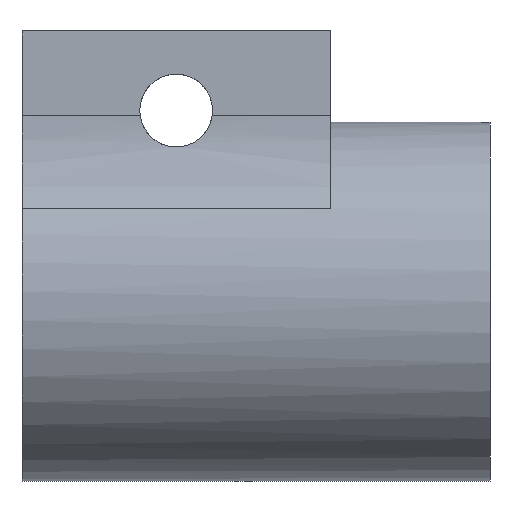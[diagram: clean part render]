
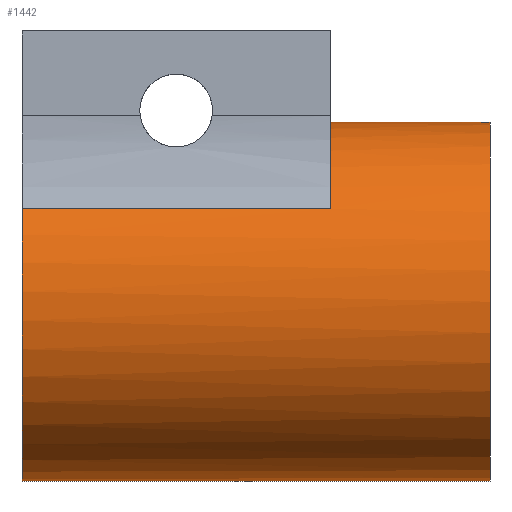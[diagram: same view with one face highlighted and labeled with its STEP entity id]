
A CAD part, left-side view. The second image highlights one B-rep face of the part: STEP entity #1442.
In plain terms, the highlighted cylindrical face has radius 6.35 mm (diameter 12.7 mm), a partial arc.
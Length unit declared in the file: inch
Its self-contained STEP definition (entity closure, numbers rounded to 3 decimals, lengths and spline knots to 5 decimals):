
#78 = VERTEX_POINT ( 'NONE', #3301 ) ;
#127 = VERTEX_POINT ( 'NONE', #699 ) ;
#132 = ORIENTED_EDGE ( 'NONE', *, *, #830, .F. ) ;
#197 = DIRECTION ( 'NONE',  ( 0., 0., 1. ) ) ;
#220 = CIRCLE ( 'NONE', #2516, 0.25 ) ;
#288 = VECTOR ( 'NONE', #484, 39.37008 ) ;
#406 = LINE ( 'NONE', #1751, #1854 ) ;
#413 = ORIENTED_EDGE ( 'NONE', *, *, #1519, .T. ) ;
#484 = DIRECTION ( 'NONE',  ( 0., 1., 0. ) ) ;
#511 = DIRECTION ( 'NONE',  ( 0., -1., 0. ) ) ;
#548 = DIRECTION ( 'NONE',  ( 0., 1., 0. ) ) ;
#552 = CARTESIAN_POINT ( 'NONE',  ( 0., 0.6525, -0.25 ) ) ;
#648 = CARTESIAN_POINT ( 'NONE',  ( -0.21375, 0.2225, 0.12966 ) ) ;
#688 = CIRCLE ( 'NONE', #1979, 0.25 ) ;
#699 = CARTESIAN_POINT ( 'NONE',  ( -0.0275, 0.2225, 0.24848 ) ) ;
#732 = CARTESIAN_POINT ( 'NONE',  ( 0., 0.2225, 0.25 ) ) ;
#736 = CARTESIAN_POINT ( 'NONE',  ( -0.21375, 0.6525, 0.12966 ) ) ;
#798 = EDGE_LOOP ( 'NONE', ( #132, #1920, #2044, #3593, #1866, #413, #2743 ) ) ;
#830 = EDGE_CURVE ( 'NONE', #3304, #1707, #406, .T. ) ;
#864 = DIRECTION ( 'NONE',  ( 0., -1., 0. ) ) ;
#876 = CYLINDRICAL_SURFACE ( 'NONE', #3679, 0.25 ) ;
#982 = FACE_OUTER_BOUND ( 'NONE', #798, .T. ) ;
#1003 = DIRECTION ( 'NONE',  ( 0., 1., 0. ) ) ;
#1204 = EDGE_CURVE ( 'NONE', #78, #1707, #688, .T. ) ;
#1292 = VERTEX_POINT ( 'NONE', #648 ) ;
#1441 = CARTESIAN_POINT ( 'NONE',  ( 0., 0.6525, 0. ) ) ;
#1442 = ADVANCED_FACE ( 'NONE', ( #982 ), #876, .T. ) ;
#1519 = EDGE_CURVE ( 'NONE', #1931, #78, #2424, .T. ) ;
#1520 = EDGE_CURVE ( 'NONE', #127, #3304, #3966, .T. ) ;
#1707 = VERTEX_POINT ( 'NONE', #3735 ) ;
#1751 = CARTESIAN_POINT ( 'NONE',  ( 0., 0.6525, 0.25 ) ) ;
#1796 = DIRECTION ( 'NONE',  ( 0., 1., 0. ) ) ;
#1854 = VECTOR ( 'NONE', #511, 39.37008 ) ;
#1866 = ORIENTED_EDGE ( 'NONE', *, *, #2233, .F. ) ;
#1920 = ORIENTED_EDGE ( 'NONE', *, *, #1520, .F. ) ;
#1931 = VERTEX_POINT ( 'NONE', #2777 ) ;
#1948 = LINE ( 'NONE', #2033, #288 ) ;
#1979 = AXIS2_PLACEMENT_3D ( 'NONE', #2858, #1003, #3163 ) ;
#2033 = CARTESIAN_POINT ( 'NONE',  ( -0.21375, 0.6525, 0.12966 ) ) ;
#2044 = ORIENTED_EDGE ( 'NONE', *, *, #3676, .F. ) ;
#2064 = DIRECTION ( 'NONE',  ( 0., 1., 0. ) ) ;
#2233 = EDGE_CURVE ( 'NONE', #1931, #2456, #3446, .T. ) ;
#2327 = VECTOR ( 'NONE', #864, 39.37008 ) ;
#2402 = CARTESIAN_POINT ( 'NONE',  ( 0., 0.2225, 0. ) ) ;
#2424 = LINE ( 'NONE', #552, #2327 ) ;
#2456 = VERTEX_POINT ( 'NONE', #736 ) ;
#2516 = AXIS2_PLACEMENT_3D ( 'NONE', #2402, #548, #2717 ) ;
#2688 = DIRECTION ( 'NONE',  ( 0., 0., -1. ) ) ;
#2717 = DIRECTION ( 'NONE',  ( 0., 0., 1. ) ) ;
#2743 = ORIENTED_EDGE ( 'NONE', *, *, #1204, .T. ) ;
#2777 = CARTESIAN_POINT ( 'NONE',  ( 0., 0.6525, -0.25 ) ) ;
#2858 = CARTESIAN_POINT ( 'NONE',  ( 0., 0., 0. ) ) ;
#2861 = EDGE_CURVE ( 'NONE', #1292, #2456, #1948, .T. ) ;
#3163 = DIRECTION ( 'NONE',  ( 0., 0., 1. ) ) ;
#3266 = AXIS2_PLACEMENT_3D ( 'NONE', #3647, #1796, #3956 ) ;
#3301 = CARTESIAN_POINT ( 'NONE',  ( 0., 0., -0.25 ) ) ;
#3304 = VERTEX_POINT ( 'NONE', #732 ) ;
#3306 = DIRECTION ( 'NONE',  ( 0., -1., 0. ) ) ;
#3446 = CIRCLE ( 'NONE', #3525, 0.25 ) ;
#3525 = AXIS2_PLACEMENT_3D ( 'NONE', #3904, #2064, #197 ) ;
#3593 = ORIENTED_EDGE ( 'NONE', *, *, #2861, .T. ) ;
#3647 = CARTESIAN_POINT ( 'NONE',  ( 0., 0.2225, 0. ) ) ;
#3676 = EDGE_CURVE ( 'NONE', #1292, #127, #220, .T. ) ;
#3679 = AXIS2_PLACEMENT_3D ( 'NONE', #1441, #3306, #2688 ) ;
#3735 = CARTESIAN_POINT ( 'NONE',  ( 0., 0., 0.25 ) ) ;
#3904 = CARTESIAN_POINT ( 'NONE',  ( 0., 0.6525, 0. ) ) ;
#3956 = DIRECTION ( 'NONE',  ( 0., 0., 1. ) ) ;
#3966 = CIRCLE ( 'NONE', #3266, 0.25 ) ;
